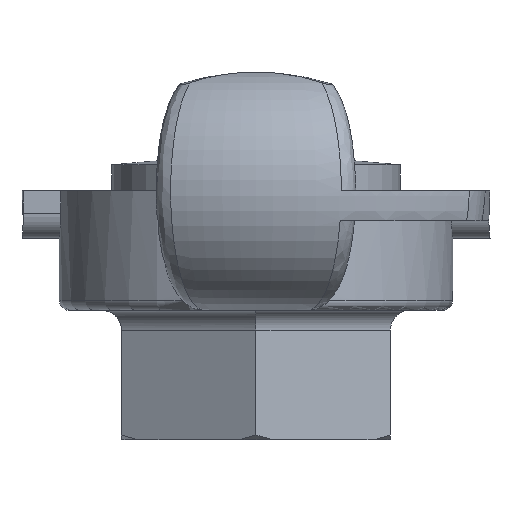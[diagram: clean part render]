
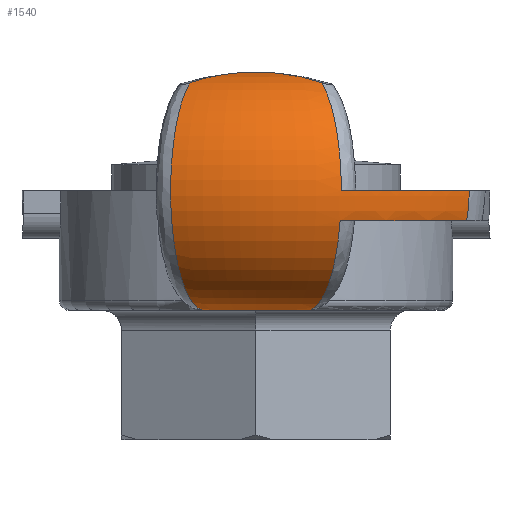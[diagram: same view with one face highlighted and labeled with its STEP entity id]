
A CAD part, left-side view. The second image highlights one B-rep face of the part: STEP entity #1540.
In plain terms, the highlighted toroidal (fillet/blend) face has major radius 19.5 mm and minor radius 12 mm.
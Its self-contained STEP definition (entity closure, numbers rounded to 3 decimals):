
#48=B_SPLINE_CURVE_WITH_KNOTS('',3,(#2572,#2573,#2574,#2575,#2576,#2577,
#2578,#2579,#2580,#2581),.UNSPECIFIED.,.F.,.F.,(4,2,2,2,4),(8.063,
8.164,8.368,8.571,8.775),
 .UNSPECIFIED.);
#51=B_SPLINE_CURVE_WITH_KNOTS('',3,(#2621,#2622,#2623,#2624,#2625,#2626,
#2627,#2628,#2629,#2630),.UNSPECIFIED.,.F.,.F.,(4,2,2,2,4),(8.775,
8.979,9.182,9.386,9.487),
 .UNSPECIFIED.);
#53=B_SPLINE_CURVE_WITH_KNOTS('',3,(#2670,#2671,#2672,#2673,#2674,#2675),
 .UNSPECIFIED.,.F.,.F.,(4,1,1,4),(-3.099,-2.994,-2.586,
-1.974),.UNSPECIFIED.);
#57=B_SPLINE_CURVE_WITH_KNOTS('',3,(#2703,#2704,#2705,#2706,#2707,#2708,
#2709,#2710,#2711,#2712),.UNSPECIFIED.,.F.,.F.,(4,1,1,1,1,1,1,4),(2.823,
3.187,3.621,4.055,4.489,4.922,
5.356,5.488),.UNSPECIFIED.);
#58=B_SPLINE_CURVE_WITH_KNOTS('',3,(#2713,#2714,#2715,#2716),
 .UNSPECIFIED.,.F.,.F.,(4,4),(2.754,2.823),
 .UNSPECIFIED.);
#59=B_SPLINE_CURVE_WITH_KNOTS('',3,(#2718,#2719,#2720,#2721),
 .UNSPECIFIED.,.F.,.F.,(4,4),(6.713,6.782),
 .UNSPECIFIED.);
#60=B_SPLINE_CURVE_WITH_KNOTS('',3,(#2723,#2724,#2725,#2726,#2727,#2728),
 .UNSPECIFIED.,.F.,.F.,(4,1,1,4),(-8.071,-7.683,-7.295,
-6.782),.UNSPECIFIED.);
#61=B_SPLINE_CURVE_WITH_KNOTS('',3,(#2732,#2733,#2734,#2735),
 .UNSPECIFIED.,.F.,.F.,(4,4),(-4.465,-4.289),
 .UNSPECIFIED.);
#98=TOROIDAL_SURFACE('',#1720,19.5,12.);
#198=FACE_OUTER_BOUND('',#280,.T.);
#280=EDGE_LOOP('',(#1115,#1116,#1117,#1118,#1119,#1120,#1121,#1122,#1123,
#1124,#1125));
#515=CIRCLE('',#1709,18.918);
#522=CIRCLE('',#1721,31.119);
#523=CIRCLE('',#1722,31.5);
#614=VERTEX_POINT('',#2390);
#615=VERTEX_POINT('',#2405);
#633=VERTEX_POINT('',#2561);
#635=VERTEX_POINT('',#2571);
#636=VERTEX_POINT('',#2601);
#638=VERTEX_POINT('',#2669);
#641=VERTEX_POINT('',#2702);
#642=VERTEX_POINT('',#2717);
#643=VERTEX_POINT('',#2722);
#644=VERTEX_POINT('',#2729);
#645=VERTEX_POINT('',#2731);
#793=EDGE_CURVE('',#614,#615,#515,.F.);
#815=EDGE_CURVE('',#635,#633,#48,.T.);
#818=EDGE_CURVE('',#633,#636,#51,.T.);
#820=EDGE_CURVE('',#635,#638,#53,.T.);
#824=EDGE_CURVE('',#641,#636,#57,.T.);
#825=EDGE_CURVE('',#615,#641,#58,.T.);
#826=EDGE_CURVE('',#642,#614,#59,.F.);
#827=EDGE_CURVE('',#643,#642,#60,.T.);
#828=EDGE_CURVE('',#643,#644,#522,.T.);
#829=EDGE_CURVE('',#645,#644,#61,.T.);
#830=EDGE_CURVE('',#638,#645,#523,.T.);
#1115=ORIENTED_EDGE('',*,*,#815,.T.);
#1116=ORIENTED_EDGE('',*,*,#818,.T.);
#1117=ORIENTED_EDGE('',*,*,#824,.F.);
#1118=ORIENTED_EDGE('',*,*,#825,.F.);
#1119=ORIENTED_EDGE('',*,*,#793,.F.);
#1120=ORIENTED_EDGE('',*,*,#826,.F.);
#1121=ORIENTED_EDGE('',*,*,#827,.F.);
#1122=ORIENTED_EDGE('',*,*,#828,.T.);
#1123=ORIENTED_EDGE('',*,*,#829,.F.);
#1124=ORIENTED_EDGE('',*,*,#830,.F.);
#1125=ORIENTED_EDGE('',*,*,#820,.F.);
#1540=ADVANCED_FACE('',(#198),#98,.T.);
#1709=AXIS2_PLACEMENT_3D('',#2406,#1949,#1950);
#1720=AXIS2_PLACEMENT_3D('',#2701,#1977,#1978);
#1721=AXIS2_PLACEMENT_3D('',#2730,#1979,#1980);
#1722=AXIS2_PLACEMENT_3D('',#2736,#1981,#1982);
#1949=DIRECTION('center_axis',(0.,0.,1.));
#1950=DIRECTION('ref_axis',(-1.,0.,0.));
#1977=DIRECTION('center_axis',(0.,0.,1.));
#1978=DIRECTION('ref_axis',(-0.972,-0.234,0.));
#1979=DIRECTION('center_axis',(0.,0.,1.));
#1980=DIRECTION('ref_axis',(-1.,0.,0.));
#1981=DIRECTION('center_axis',(0.,0.,1.));
#1982=DIRECTION('ref_axis',(1.,0.,0.));
#2390=CARTESIAN_POINT('',(-18.243,-5.007,-11.986));
#2405=CARTESIAN_POINT('',(-18.243,5.007,-11.986));
#2406=CARTESIAN_POINT('Origin',(0.,0.,-11.986));
#2561=CARTESIAN_POINT('',(-21.,0.,11.906));
#2571=CARTESIAN_POINT('',(-23.687,-6.61,10.866));
#2572=CARTESIAN_POINT('Ctrl Pts',(-23.687,-6.61,10.866));
#2573=CARTESIAN_POINT('Ctrl Pts',(-23.553,-6.306,10.965));
#2574=CARTESIAN_POINT('Ctrl Pts',(-23.411,-5.998,11.058));
#2575=CARTESIAN_POINT('Ctrl Pts',(-22.968,-5.065,11.319));
#2576=CARTESIAN_POINT('Ctrl Pts',(-22.648,-4.435,11.464));
#2577=CARTESIAN_POINT('Ctrl Pts',(-22.014,-3.182,11.692));
#2578=CARTESIAN_POINT('Ctrl Pts',(-21.698,-2.563,11.774));
#2579=CARTESIAN_POINT('Ctrl Pts',(-21.19,-1.311,11.88));
#2580=CARTESIAN_POINT('Ctrl Pts',(-21.,-0.679,11.906));
#2581=CARTESIAN_POINT('Ctrl Pts',(-21.,0.,11.906));
#2601=CARTESIAN_POINT('',(-23.687,6.61,10.866));
#2621=CARTESIAN_POINT('Ctrl Pts',(-21.,0.,11.906));
#2622=CARTESIAN_POINT('Ctrl Pts',(-21.,0.679,11.906));
#2623=CARTESIAN_POINT('Ctrl Pts',(-21.19,1.311,11.88));
#2624=CARTESIAN_POINT('Ctrl Pts',(-21.698,2.563,11.774));
#2625=CARTESIAN_POINT('Ctrl Pts',(-22.014,3.182,11.692));
#2626=CARTESIAN_POINT('Ctrl Pts',(-22.648,4.435,11.464));
#2627=CARTESIAN_POINT('Ctrl Pts',(-22.968,5.065,11.319));
#2628=CARTESIAN_POINT('Ctrl Pts',(-23.411,5.998,11.058));
#2629=CARTESIAN_POINT('Ctrl Pts',(-23.553,6.306,10.965));
#2630=CARTESIAN_POINT('Ctrl Pts',(-23.687,6.61,10.866));
#2669=CARTESIAN_POINT('',(-30.313,-8.567,0.));
#2670=CARTESIAN_POINT('Ctrl Pts',(-23.686,-6.609,10.864));
#2671=CARTESIAN_POINT('Ctrl Pts',(-24.056,-6.718,10.683));
#2672=CARTESIAN_POINT('Ctrl Pts',(-25.805,-7.235,9.708));
#2673=CARTESIAN_POINT('Ctrl Pts',(-29.058,-8.196,6.561));
#2674=CARTESIAN_POINT('Ctrl Pts',(-30.313,-8.567,2.455));
#2675=CARTESIAN_POINT('Ctrl Pts',(-30.313,-8.567,0.));
#2701=CARTESIAN_POINT('Origin',(0.,0.,0.));
#2702=CARTESIAN_POINT('',(-19.042,5.242,-11.997));
#2703=CARTESIAN_POINT('Ctrl Pts',(-19.042,5.242,-11.997));
#2704=CARTESIAN_POINT('Ctrl Pts',(-20.446,5.654,-11.965));
#2705=CARTESIAN_POINT('Ctrl Pts',(-23.529,6.562,-11.304));
#2706=CARTESIAN_POINT('Ctrl Pts',(-27.519,7.741,-8.415));
#2707=CARTESIAN_POINT('Ctrl Pts',(-30.123,8.511,-3.775));
#2708=CARTESIAN_POINT('Ctrl Pts',(-30.587,8.649,1.565));
#2709=CARTESIAN_POINT('Ctrl Pts',(-28.854,8.136,6.611));
#2710=CARTESIAN_POINT('Ctrl Pts',(-26.068,7.312,9.538));
#2711=CARTESIAN_POINT('Ctrl Pts',(-24.149,6.746,10.64));
#2712=CARTESIAN_POINT('Ctrl Pts',(-23.687,6.61,10.865));
#2713=CARTESIAN_POINT('Ctrl Pts',(-18.243,5.007,-11.986));
#2714=CARTESIAN_POINT('Ctrl Pts',(-18.509,5.085,-11.999));
#2715=CARTESIAN_POINT('Ctrl Pts',(-18.775,5.164,-12.003));
#2716=CARTESIAN_POINT('Ctrl Pts',(-19.042,5.242,-11.997));
#2717=CARTESIAN_POINT('',(-19.042,-5.242,-11.997));
#2718=CARTESIAN_POINT('Ctrl Pts',(-18.243,-5.007,-11.986));
#2719=CARTESIAN_POINT('Ctrl Pts',(-18.508,-5.085,-11.999));
#2720=CARTESIAN_POINT('Ctrl Pts',(-18.775,-5.163,-12.003));
#2721=CARTESIAN_POINT('Ctrl Pts',(-19.04,-5.242,-11.997));
#2722=CARTESIAN_POINT('',(-29.947,-8.459,-3.));
#2723=CARTESIAN_POINT('Ctrl Pts',(-29.947,-8.459,-3.));
#2724=CARTESIAN_POINT('Ctrl Pts',(-29.572,-8.348,-4.514));
#2725=CARTESIAN_POINT('Ctrl Pts',(-28.249,-7.957,-7.377));
#2726=CARTESIAN_POINT('Ctrl Pts',(-24.483,-6.844,-10.92));
#2727=CARTESIAN_POINT('Ctrl Pts',(-21.022,-5.824,-11.95));
#2728=CARTESIAN_POINT('Ctrl Pts',(-19.042,-5.242,-11.997));
#2729=CARTESIAN_POINT('',(-22.826,-21.151,-3.));
#2730=CARTESIAN_POINT('Origin',(0.,0.,-3.));
#2731=CARTESIAN_POINT('',(-23.099,-21.417,0.));
#2732=CARTESIAN_POINT('Ctrl Pts',(-23.099,-21.417,0.));
#2733=CARTESIAN_POINT('Ctrl Pts',(-23.099,-21.417,-1.015));
#2734=CARTESIAN_POINT('Ctrl Pts',(-23.006,-21.327,-2.024));
#2735=CARTESIAN_POINT('Ctrl Pts',(-22.826,-21.151,-3.));
#2736=CARTESIAN_POINT('Origin',(0.,0.,0.));
